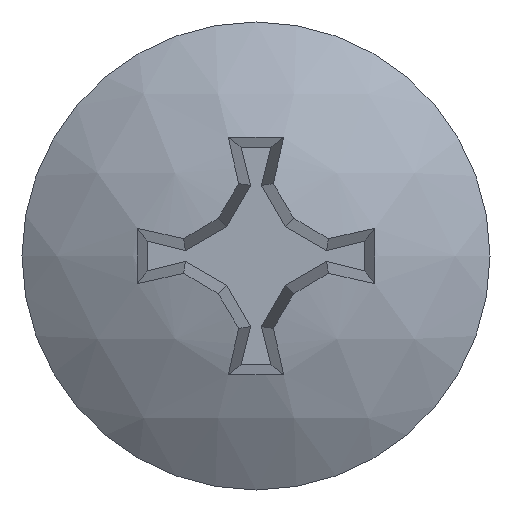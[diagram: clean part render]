
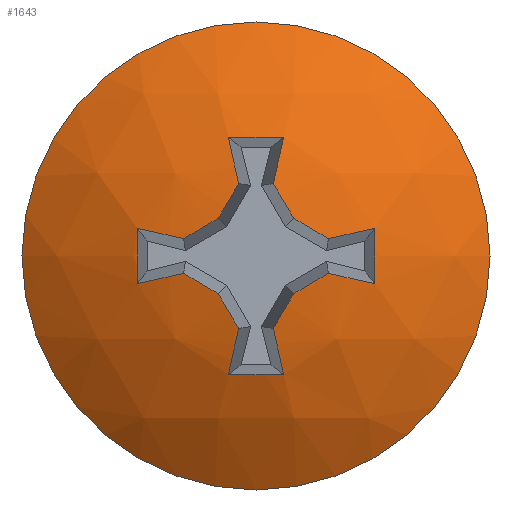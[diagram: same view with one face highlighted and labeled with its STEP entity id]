
A CAD part, left-side view. The second image highlights one B-rep face of the part: STEP entity #1643.
In plain terms, the highlighted spherical face has radius 8 mm.
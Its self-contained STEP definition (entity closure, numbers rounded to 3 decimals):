
#321=FACE_BOUND('',#415,.T.);
#323=FACE_OUTER_BOUND('',#414,.T.);
#414=EDGE_LOOP('',(#1110,#1111));
#415=EDGE_LOOP('',(#1112,#1113,#1114,#1115,#1116,#1117,#1118,#1119,#1120,
#1121,#1122,#1123,#1124,#1125,#1126,#1127,#1128,#1129,#1130,#1131));
#507=CIRCLE('',#1749,4.75);
#508=CIRCLE('',#1750,4.75);
#509=CIRCLE('',#1751,7.956);
#510=CIRCLE('',#1752,7.838);
#511=CIRCLE('',#1753,7.956);
#512=CIRCLE('',#1754,7.997);
#513=CIRCLE('',#1755,7.997);
#514=CIRCLE('',#1756,7.956);
#515=CIRCLE('',#1757,7.838);
#516=CIRCLE('',#1758,7.956);
#517=CIRCLE('',#1759,7.997);
#518=CIRCLE('',#1760,7.997);
#519=CIRCLE('',#1761,7.956);
#520=CIRCLE('',#1762,7.838);
#521=CIRCLE('',#1763,7.956);
#522=CIRCLE('',#1764,7.997);
#523=CIRCLE('',#1765,7.997);
#524=CIRCLE('',#1766,7.956);
#525=CIRCLE('',#1767,7.838);
#526=CIRCLE('',#1768,7.956);
#527=CIRCLE('',#1769,7.997);
#528=CIRCLE('',#1770,7.997);
#665=VERTEX_POINT('',#2607);
#666=VERTEX_POINT('',#2608);
#667=VERTEX_POINT('',#2611);
#668=VERTEX_POINT('',#2612);
#669=VERTEX_POINT('',#2614);
#670=VERTEX_POINT('',#2616);
#671=VERTEX_POINT('',#2618);
#672=VERTEX_POINT('',#2620);
#673=VERTEX_POINT('',#2622);
#674=VERTEX_POINT('',#2624);
#675=VERTEX_POINT('',#2626);
#676=VERTEX_POINT('',#2628);
#677=VERTEX_POINT('',#2630);
#678=VERTEX_POINT('',#2632);
#679=VERTEX_POINT('',#2634);
#680=VERTEX_POINT('',#2636);
#681=VERTEX_POINT('',#2638);
#682=VERTEX_POINT('',#2640);
#683=VERTEX_POINT('',#2642);
#684=VERTEX_POINT('',#2644);
#685=VERTEX_POINT('',#2646);
#686=VERTEX_POINT('',#2648);
#844=EDGE_CURVE('',#665,#666,#507,.T.);
#845=EDGE_CURVE('',#666,#665,#508,.T.);
#846=EDGE_CURVE('',#667,#668,#509,.T.);
#847=EDGE_CURVE('',#669,#667,#510,.T.);
#848=EDGE_CURVE('',#670,#669,#511,.T.);
#849=EDGE_CURVE('',#671,#670,#512,.T.);
#850=EDGE_CURVE('',#672,#671,#513,.T.);
#851=EDGE_CURVE('',#673,#672,#514,.T.);
#852=EDGE_CURVE('',#674,#673,#515,.T.);
#853=EDGE_CURVE('',#675,#674,#516,.T.);
#854=EDGE_CURVE('',#676,#675,#517,.T.);
#855=EDGE_CURVE('',#677,#676,#518,.T.);
#856=EDGE_CURVE('',#678,#677,#519,.T.);
#857=EDGE_CURVE('',#679,#678,#520,.T.);
#858=EDGE_CURVE('',#680,#679,#521,.T.);
#859=EDGE_CURVE('',#681,#680,#522,.T.);
#860=EDGE_CURVE('',#682,#681,#523,.T.);
#861=EDGE_CURVE('',#683,#682,#524,.T.);
#862=EDGE_CURVE('',#684,#683,#525,.T.);
#863=EDGE_CURVE('',#685,#684,#526,.T.);
#864=EDGE_CURVE('',#686,#685,#527,.T.);
#865=EDGE_CURVE('',#668,#686,#528,.T.);
#1110=ORIENTED_EDGE('',*,*,#844,.T.);
#1111=ORIENTED_EDGE('',*,*,#845,.T.);
#1112=ORIENTED_EDGE('',*,*,#846,.F.);
#1113=ORIENTED_EDGE('',*,*,#847,.F.);
#1114=ORIENTED_EDGE('',*,*,#848,.F.);
#1115=ORIENTED_EDGE('',*,*,#849,.F.);
#1116=ORIENTED_EDGE('',*,*,#850,.F.);
#1117=ORIENTED_EDGE('',*,*,#851,.F.);
#1118=ORIENTED_EDGE('',*,*,#852,.F.);
#1119=ORIENTED_EDGE('',*,*,#853,.F.);
#1120=ORIENTED_EDGE('',*,*,#854,.F.);
#1121=ORIENTED_EDGE('',*,*,#855,.F.);
#1122=ORIENTED_EDGE('',*,*,#856,.F.);
#1123=ORIENTED_EDGE('',*,*,#857,.F.);
#1124=ORIENTED_EDGE('',*,*,#858,.F.);
#1125=ORIENTED_EDGE('',*,*,#859,.F.);
#1126=ORIENTED_EDGE('',*,*,#860,.F.);
#1127=ORIENTED_EDGE('',*,*,#861,.F.);
#1128=ORIENTED_EDGE('',*,*,#862,.F.);
#1129=ORIENTED_EDGE('',*,*,#863,.F.);
#1130=ORIENTED_EDGE('',*,*,#864,.F.);
#1131=ORIENTED_EDGE('',*,*,#865,.F.);
#1642=SPHERICAL_SURFACE('',#1748,8.);
#1643=ADVANCED_FACE('',(#323,#321),#1642,.T.);
#1748=AXIS2_PLACEMENT_3D('',#2606,#1999,#2000);
#1749=AXIS2_PLACEMENT_3D('',#2609,#2001,#2002);
#1750=AXIS2_PLACEMENT_3D('',#2610,#2003,#2004);
#1751=AXIS2_PLACEMENT_3D('',#2613,#2005,#2006);
#1752=AXIS2_PLACEMENT_3D('',#2615,#2007,#2008);
#1753=AXIS2_PLACEMENT_3D('',#2617,#2009,#2010);
#1754=AXIS2_PLACEMENT_3D('',#2619,#2011,#2012);
#1755=AXIS2_PLACEMENT_3D('',#2621,#2013,#2014);
#1756=AXIS2_PLACEMENT_3D('',#2623,#2015,#2016);
#1757=AXIS2_PLACEMENT_3D('',#2625,#2017,#2018);
#1758=AXIS2_PLACEMENT_3D('',#2627,#2019,#2020);
#1759=AXIS2_PLACEMENT_3D('',#2629,#2021,#2022);
#1760=AXIS2_PLACEMENT_3D('',#2631,#2023,#2024);
#1761=AXIS2_PLACEMENT_3D('',#2633,#2025,#2026);
#1762=AXIS2_PLACEMENT_3D('',#2635,#2027,#2028);
#1763=AXIS2_PLACEMENT_3D('',#2637,#2029,#2030);
#1764=AXIS2_PLACEMENT_3D('',#2639,#2031,#2032);
#1765=AXIS2_PLACEMENT_3D('',#2641,#2033,#2034);
#1766=AXIS2_PLACEMENT_3D('',#2643,#2035,#2036);
#1767=AXIS2_PLACEMENT_3D('',#2645,#2037,#2038);
#1768=AXIS2_PLACEMENT_3D('',#2647,#2039,#2040);
#1769=AXIS2_PLACEMENT_3D('',#2649,#2041,#2042);
#1770=AXIS2_PLACEMENT_3D('',#2650,#2043,#2044);
#1999=DIRECTION('center_axis',(0.,0.,-1.));
#2000=DIRECTION('ref_axis',(0.,1.,0.));
#2001=DIRECTION('center_axis',(-1.,0.,0.));
#2002=DIRECTION('ref_axis',(0.,0.,1.));
#2003=DIRECTION('center_axis',(-1.,0.,0.));
#2004=DIRECTION('ref_axis',(0.,0.,1.));
#2005=DIRECTION('center_axis',(-0.105,0.241,0.965));
#2006=DIRECTION('ref_axis',(0.,0.97,-0.243));
#2007=DIRECTION('center_axis',(-0.105,-0.995,0.));
#2008=DIRECTION('ref_axis',(-0.995,0.105,0.));
#2009=DIRECTION('center_axis',(-0.105,0.241,-0.965));
#2010=DIRECTION('ref_axis',(0.,-0.97,-0.243));
#2011=DIRECTION('center_axis',(-0.105,-0.497,-0.861));
#2012=DIRECTION('ref_axis',(0.,-0.866,0.5));
#2013=DIRECTION('center_axis',(-0.105,-0.861,-0.497));
#2014=DIRECTION('ref_axis',(0.,-0.5,0.866));
#2015=DIRECTION('center_axis',(-0.105,-0.965,0.241));
#2016=DIRECTION('ref_axis',(0.,0.243,0.97));
#2017=DIRECTION('center_axis',(-0.105,0.,-0.995));
#2018=DIRECTION('ref_axis',(0.995,0.,-0.105));
#2019=DIRECTION('center_axis',(-0.105,0.965,0.241));
#2020=DIRECTION('ref_axis',(0.,0.243,-0.97));
#2021=DIRECTION('center_axis',(-0.105,0.861,-0.497));
#2022=DIRECTION('ref_axis',(0.,-0.5,-0.866));
#2023=DIRECTION('center_axis',(-0.105,0.497,-0.861));
#2024=DIRECTION('ref_axis',(0.,-0.866,-0.5));
#2025=DIRECTION('center_axis',(-0.105,-0.241,-0.965));
#2026=DIRECTION('ref_axis',(0.,-0.97,0.243));
#2027=DIRECTION('center_axis',(-0.105,0.995,0.));
#2028=DIRECTION('ref_axis',(0.995,0.105,0.));
#2029=DIRECTION('center_axis',(-0.105,-0.241,0.965));
#2030=DIRECTION('ref_axis',(0.,0.97,0.243));
#2031=DIRECTION('center_axis',(-0.105,0.497,0.861));
#2032=DIRECTION('ref_axis',(0.,0.866,-0.5));
#2033=DIRECTION('center_axis',(-0.105,0.861,0.497));
#2034=DIRECTION('ref_axis',(0.,0.5,-0.866));
#2035=DIRECTION('center_axis',(-0.105,0.965,-0.241));
#2036=DIRECTION('ref_axis',(0.,-0.243,-0.97));
#2037=DIRECTION('center_axis',(-0.105,0.,0.995));
#2038=DIRECTION('ref_axis',(-0.995,0.,-0.105));
#2039=DIRECTION('center_axis',(-0.105,-0.965,-0.241));
#2040=DIRECTION('ref_axis',(0.,-0.243,0.97));
#2041=DIRECTION('center_axis',(-0.105,-0.861,0.497));
#2042=DIRECTION('ref_axis',(0.,0.5,0.866));
#2043=DIRECTION('center_axis',(-0.105,-0.497,0.861));
#2044=DIRECTION('ref_axis',(0.,0.866,0.5));
#2606=CARTESIAN_POINT('Origin',(4.3,0.,0.));
#2607=CARTESIAN_POINT('',(-2.137,0.,4.75));
#2608=CARTESIAN_POINT('',(-2.137,0.,-4.75));
#2609=CARTESIAN_POINT('Origin',(-2.137,0.,0.));
#2610=CARTESIAN_POINT('Origin',(-2.137,0.,0.));
#2611=CARTESIAN_POINT('',(-3.308,2.409,-0.56));
#2612=CARTESIAN_POINT('',(-3.556,1.468,-0.351));
#2613=CARTESIAN_POINT('Origin',(4.213,0.202,0.807));
#2614=CARTESIAN_POINT('',(-3.308,2.409,0.56));
#2615=CARTESIAN_POINT('Origin',(4.467,1.592,0.));
#2616=CARTESIAN_POINT('',(-3.556,1.468,0.351));
#2617=CARTESIAN_POINT('Origin',(4.213,0.202,-0.807));
#2618=CARTESIAN_POINT('',(-3.626,0.765,0.765));
#2619=CARTESIAN_POINT('Origin',(4.322,0.105,0.182));
#2620=CARTESIAN_POINT('',(-3.556,0.351,1.468));
#2621=CARTESIAN_POINT('Origin',(4.322,0.182,0.105));
#2622=CARTESIAN_POINT('',(-3.308,0.56,2.409));
#2623=CARTESIAN_POINT('Origin',(4.213,-0.807,0.202));
#2624=CARTESIAN_POINT('',(-3.308,-0.56,2.409));
#2625=CARTESIAN_POINT('Origin',(4.467,0.,1.592));
#2626=CARTESIAN_POINT('',(-3.556,-0.351,1.468));
#2627=CARTESIAN_POINT('Origin',(4.213,0.807,0.202));
#2628=CARTESIAN_POINT('',(-3.626,-0.765,0.765));
#2629=CARTESIAN_POINT('Origin',(4.322,-0.182,0.105));
#2630=CARTESIAN_POINT('',(-3.556,-1.468,0.351));
#2631=CARTESIAN_POINT('Origin',(4.322,-0.105,0.182));
#2632=CARTESIAN_POINT('',(-3.308,-2.409,0.56));
#2633=CARTESIAN_POINT('Origin',(4.213,-0.202,-0.807));
#2634=CARTESIAN_POINT('',(-3.308,-2.409,-0.56));
#2635=CARTESIAN_POINT('Origin',(4.467,-1.592,0.));
#2636=CARTESIAN_POINT('',(-3.556,-1.468,-0.351));
#2637=CARTESIAN_POINT('Origin',(4.213,-0.202,0.807));
#2638=CARTESIAN_POINT('',(-3.626,-0.765,-0.765));
#2639=CARTESIAN_POINT('Origin',(4.322,-0.105,-0.182));
#2640=CARTESIAN_POINT('',(-3.556,-0.351,-1.468));
#2641=CARTESIAN_POINT('Origin',(4.322,-0.182,-0.105));
#2642=CARTESIAN_POINT('',(-3.308,-0.56,-2.409));
#2643=CARTESIAN_POINT('Origin',(4.213,0.807,-0.202));
#2644=CARTESIAN_POINT('',(-3.308,0.56,-2.409));
#2645=CARTESIAN_POINT('Origin',(4.467,0.,-1.592));
#2646=CARTESIAN_POINT('',(-3.556,0.351,-1.468));
#2647=CARTESIAN_POINT('Origin',(4.213,-0.807,-0.202));
#2648=CARTESIAN_POINT('',(-3.626,0.765,-0.765));
#2649=CARTESIAN_POINT('Origin',(4.322,0.182,-0.105));
#2650=CARTESIAN_POINT('Origin',(4.322,0.105,-0.182));
